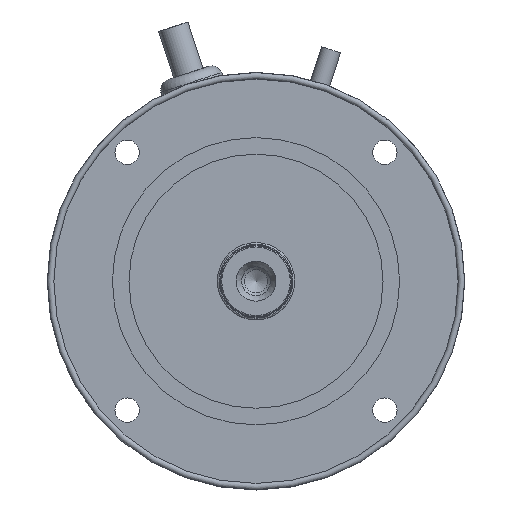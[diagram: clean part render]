
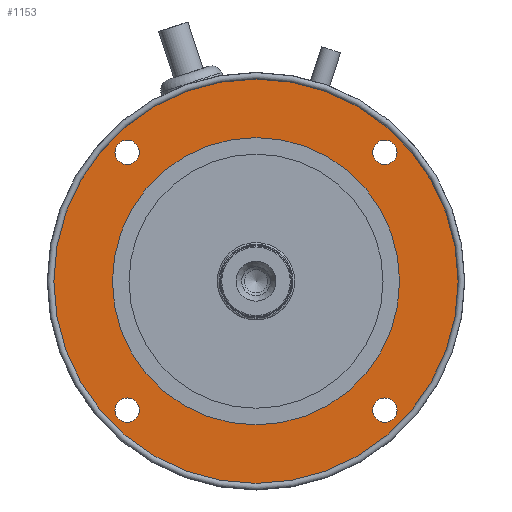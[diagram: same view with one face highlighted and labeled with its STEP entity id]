
A CAD part, left-side view. The second image highlights one B-rep face of the part: STEP entity #1153.
In plain terms, the highlighted face is planar.
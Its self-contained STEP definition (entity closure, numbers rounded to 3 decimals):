
#382=PLANE('',#3663);
#988=FACE_BOUND('',#1528,.T.);
#989=FACE_BOUND('',#1529,.T.);
#990=FACE_BOUND('',#1530,.T.);
#991=FACE_BOUND('',#1531,.T.);
#992=FACE_BOUND('',#1532,.T.);
#993=FACE_BOUND('',#1533,.T.);
#1153=ADVANCED_FACE('',(#988,#989,#990,#991,#992,#993),#382,.T.);
#1528=EDGE_LOOP('',(#2112));
#1529=EDGE_LOOP('',(#2113));
#1530=EDGE_LOOP('',(#2114));
#1531=EDGE_LOOP('',(#2115));
#1532=EDGE_LOOP('',(#2116));
#1533=EDGE_LOOP('',(#2117));
#2112=ORIENTED_EDGE('',*,*,#3192,.T.);
#2113=ORIENTED_EDGE('',*,*,#3193,.T.);
#2114=ORIENTED_EDGE('',*,*,#3194,.T.);
#2115=ORIENTED_EDGE('',*,*,#3195,.T.);
#2116=ORIENTED_EDGE('',*,*,#3196,.T.);
#2117=ORIENTED_EDGE('',*,*,#3191,.F.);
#2840=VERTEX_POINT('',#5975);
#2841=VERTEX_POINT('',#5978);
#2842=VERTEX_POINT('',#5980);
#2843=VERTEX_POINT('',#5982);
#2844=VERTEX_POINT('',#5984);
#2845=VERTEX_POINT('',#5986);
#3191=EDGE_CURVE('',#2840,#2840,#3461,.T.);
#3192=EDGE_CURVE('',#2841,#2841,#3462,.T.);
#3193=EDGE_CURVE('',#2842,#2842,#3463,.T.);
#3194=EDGE_CURVE('',#2843,#2843,#3464,.T.);
#3195=EDGE_CURVE('',#2844,#2844,#3465,.T.);
#3196=EDGE_CURVE('',#2845,#2845,#3466,.T.);
#3461=CIRCLE('',#3656,91.5);
#3462=CIRCLE('',#3658,5.5);
#3463=CIRCLE('',#3659,5.5);
#3464=CIRCLE('',#3660,5.5);
#3465=CIRCLE('',#3661,5.5);
#3466=CIRCLE('',#3662,65.);
#3656=AXIS2_PLACEMENT_3D('',#5974,#4279,#4280);
#3658=AXIS2_PLACEMENT_3D('',#5977,#4283,#4284);
#3659=AXIS2_PLACEMENT_3D('',#5979,#4285,#4286);
#3660=AXIS2_PLACEMENT_3D('',#5981,#4287,#4288);
#3661=AXIS2_PLACEMENT_3D('',#5983,#4289,#4290);
#3662=AXIS2_PLACEMENT_3D('',#5985,#4291,#4292);
#3663=AXIS2_PLACEMENT_3D('',#5987,#4293,#4294);
#4279=DIRECTION('',(0.,1.,0.));
#4280=DIRECTION('',(0.,0.,1.));
#4283=DIRECTION('',(0.,1.,0.));
#4284=DIRECTION('',(0.,0.,1.));
#4285=DIRECTION('',(0.,1.,0.));
#4286=DIRECTION('',(0.,0.,1.));
#4287=DIRECTION('',(0.,1.,0.));
#4288=DIRECTION('',(0.,0.,1.));
#4289=DIRECTION('',(0.,1.,0.));
#4290=DIRECTION('',(0.,0.,1.));
#4291=DIRECTION('',(0.,1.,0.));
#4292=DIRECTION('',(0.,0.,1.));
#4293=DIRECTION('',(0.,-1.,0.));
#4294=DIRECTION('',(0.,0.,-1.));
#5974=CARTESIAN_POINT('',(0.,0.,0.));
#5975=CARTESIAN_POINT('',(0.,0.,91.5));
#5977=CARTESIAN_POINT('',(-58.336,0.,58.336));
#5978=CARTESIAN_POINT('',(-58.336,0.,63.836));
#5979=CARTESIAN_POINT('',(-58.336,0.,-58.336));
#5980=CARTESIAN_POINT('',(-58.336,0.,-52.836));
#5981=CARTESIAN_POINT('',(58.336,0.,-58.336));
#5982=CARTESIAN_POINT('',(58.336,0.,-52.836));
#5983=CARTESIAN_POINT('',(58.336,0.,58.336));
#5984=CARTESIAN_POINT('',(58.336,0.,63.836));
#5985=CARTESIAN_POINT('',(0.,0.,0.));
#5986=CARTESIAN_POINT('',(0.,0.,65.));
#5987=CARTESIAN_POINT('',(0.,0.,0.));
